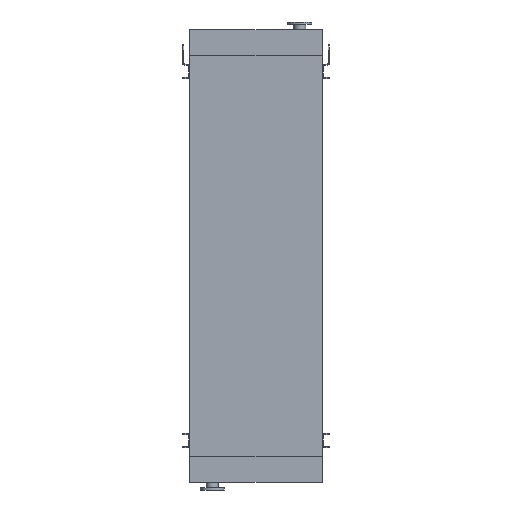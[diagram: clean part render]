
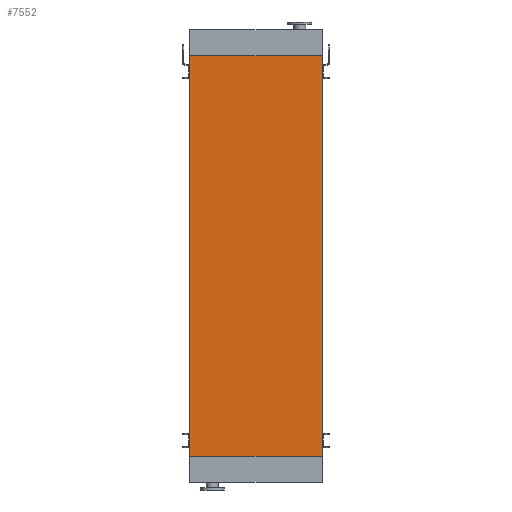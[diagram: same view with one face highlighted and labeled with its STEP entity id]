
A CAD part, front view. The second image highlights one B-rep face of the part: STEP entity #7552.
In plain terms, the highlighted planar face has unit normal (0, -1, 0).
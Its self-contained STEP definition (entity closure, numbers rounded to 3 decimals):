
#326 = CARTESIAN_POINT ( 'NONE',  ( 605., 0., 0. ) ) ;
#409 = ORIENTED_EDGE ( 'NONE', *, *, #11456, .F. ) ;
#791 = LINE ( 'NONE', #4072, #10764 ) ;
#1437 = DIRECTION ( 'NONE',  ( 0., 0., -1. ) ) ;
#3164 = ORIENTED_EDGE ( 'NONE', *, *, #9456, .T. ) ;
#3193 = CARTESIAN_POINT ( 'NONE',  ( -605., 0., -3650. ) ) ;
#3264 = DIRECTION ( 'NONE',  ( 1., 0., 0. ) ) ;
#3568 = EDGE_CURVE ( 'NONE', #14510, #11513, #4976, .T. ) ;
#3689 = CARTESIAN_POINT ( 'NONE',  ( -605., 0., -3650. ) ) ;
#3853 = ORIENTED_EDGE ( 'NONE', *, *, #12067, .F. ) ;
#4020 = DIRECTION ( 'NONE',  ( 1., 0., 0. ) ) ;
#4072 = CARTESIAN_POINT ( 'NONE',  ( -605., 0., -3650. ) ) ;
#4775 = AXIS2_PLACEMENT_3D ( 'NONE', #13933, #8931, #1437 ) ;
#4976 = LINE ( 'NONE', #13507, #14595 ) ;
#5111 = ORIENTED_EDGE ( 'NONE', *, *, #3568, .T. ) ;
#5737 = CARTESIAN_POINT ( 'NONE',  ( -605., 0., 0. ) ) ;
#6097 = VERTEX_POINT ( 'NONE', #7829 ) ;
#6413 = PLANE ( 'NONE',  #4775 ) ;
#6805 = VECTOR ( 'NONE', #12500, 1000. ) ;
#7089 = VERTEX_POINT ( 'NONE', #3193 ) ;
#7195 = LINE ( 'NONE', #5737, #10480 ) ;
#7211 = LINE ( 'NONE', #3689, #6805 ) ;
#7322 = FACE_OUTER_BOUND ( 'NONE', #15164, .T. ) ;
#7552 = ADVANCED_FACE ( 'NONE', ( #7322 ), #6413, .T. ) ;
#7829 = CARTESIAN_POINT ( 'NONE',  ( -605., 0., 0. ) ) ;
#8931 = DIRECTION ( 'NONE',  ( 0., -1., 0. ) ) ;
#9456 = EDGE_CURVE ( 'NONE', #7089, #14510, #791, .T. ) ;
#10480 = VECTOR ( 'NONE', #3264, 1000. ) ;
#10764 = VECTOR ( 'NONE', #4020, 1000. ) ;
#11456 = EDGE_CURVE ( 'NONE', #7089, #6097, #7211, .T. ) ;
#11513 = VERTEX_POINT ( 'NONE', #326 ) ;
#12067 = EDGE_CURVE ( 'NONE', #6097, #11513, #7195, .T. ) ;
#12226 = DIRECTION ( 'NONE',  ( 0., 0., 1. ) ) ;
#12500 = DIRECTION ( 'NONE',  ( 0., 0., 1. ) ) ;
#13507 = CARTESIAN_POINT ( 'NONE',  ( 605., 0., -3650. ) ) ;
#13823 = CARTESIAN_POINT ( 'NONE',  ( 605., 0., -3650. ) ) ;
#13933 = CARTESIAN_POINT ( 'NONE',  ( -605., 0., -3650. ) ) ;
#14510 = VERTEX_POINT ( 'NONE', #13823 ) ;
#14595 = VECTOR ( 'NONE', #12226, 1000. ) ;
#15164 = EDGE_LOOP ( 'NONE', ( #3853, #409, #3164, #5111 ) ) ;
